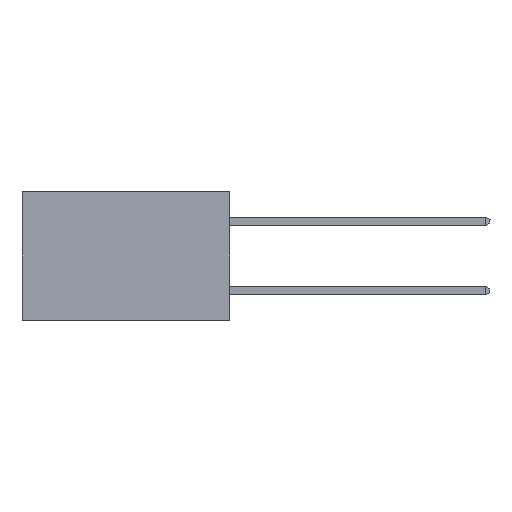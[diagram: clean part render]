
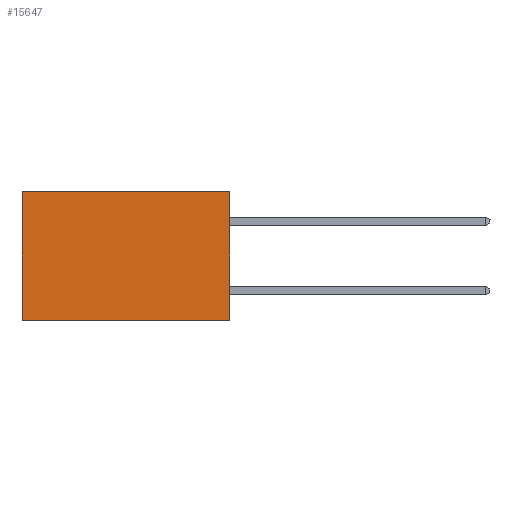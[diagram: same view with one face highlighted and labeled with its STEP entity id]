
A CAD part, left-side view. The second image highlights one B-rep face of the part: STEP entity #15647.
In plain terms, the highlighted planar face has unit normal (-1, 0, 0).
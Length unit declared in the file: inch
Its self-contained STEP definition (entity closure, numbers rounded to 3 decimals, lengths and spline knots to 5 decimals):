
#229 = CARTESIAN_POINT ( 'NONE',  ( 0.298, 0., 0. ) ) ;
#536 = CARTESIAN_POINT ( 'NONE',  ( 0.298, 0., -0.37 ) ) ;
#882 = EDGE_CURVE ( 'NONE', #14480, #16146, #15364, .T. ) ;
#3026 = DIRECTION ( 'NONE',  ( 0., 0., -1. ) ) ;
#4254 = CARTESIAN_POINT ( 'NONE',  ( 0.298, 0., -0.37 ) ) ;
#5809 = ORIENTED_EDGE ( 'NONE', *, *, #17675, .T. ) ;
#6220 = AXIS2_PLACEMENT_3D ( 'NONE', #229, #6722, #17402 ) ;
#6265 = VECTOR ( 'NONE', #16012, 39.37008 ) ;
#6479 = DIRECTION ( 'NONE',  ( 0., 0., -1. ) ) ;
#6722 = DIRECTION ( 'NONE',  ( 1., 0., 0. ) ) ;
#6855 = CARTESIAN_POINT ( 'NONE',  ( 0.298, 0., 0. ) ) ;
#6893 = ORIENTED_EDGE ( 'NONE', *, *, #882, .T. ) ;
#7090 = VERTEX_POINT ( 'NONE', #16760 ) ;
#7127 = VECTOR ( 'NONE', #13587, 39.37008 ) ;
#7688 = VECTOR ( 'NONE', #6479, 39.37008 ) ;
#7987 = EDGE_CURVE ( 'NONE', #7090, #14040, #15765, .T. ) ;
#9262 = CARTESIAN_POINT ( 'NONE',  ( 0.298, 0.6, 0. ) ) ;
#11707 = ORIENTED_EDGE ( 'NONE', *, *, #11866, .F. ) ;
#11866 = EDGE_CURVE ( 'NONE', #14040, #16146, #19247, .T. ) ;
#12661 = CARTESIAN_POINT ( 'NONE',  ( 0.298, 0.6, 0. ) ) ;
#13587 = DIRECTION ( 'NONE',  ( 0., 1., 0. ) ) ;
#14040 = VERTEX_POINT ( 'NONE', #536 ) ;
#14387 = PLANE ( 'NONE',  #6220 ) ;
#14452 = LINE ( 'NONE', #6855, #6265 ) ;
#14480 = VERTEX_POINT ( 'NONE', #12661 ) ;
#14910 = VECTOR ( 'NONE', #3026, 39.37008 ) ;
#15364 = LINE ( 'NONE', #9262, #14910 ) ;
#15644 = CARTESIAN_POINT ( 'NONE',  ( 0.298, 0., 0. ) ) ;
#15647 = ADVANCED_FACE ( 'NONE', ( #16676 ), #14387, .F. ) ;
#15765 = LINE ( 'NONE', #15644, #7688 ) ;
#15880 = ORIENTED_EDGE ( 'NONE', *, *, #7987, .F. ) ;
#16012 = DIRECTION ( 'NONE',  ( 0., 1., 0. ) ) ;
#16146 = VERTEX_POINT ( 'NONE', #20036 ) ;
#16676 = FACE_OUTER_BOUND ( 'NONE', #17080, .T. ) ;
#16760 = CARTESIAN_POINT ( 'NONE',  ( 0.298, 0., 0. ) ) ;
#17080 = EDGE_LOOP ( 'NONE', ( #6893, #11707, #15880, #5809 ) ) ;
#17402 = DIRECTION ( 'NONE',  ( 0., 0., -1. ) ) ;
#17675 = EDGE_CURVE ( 'NONE', #7090, #14480, #14452, .T. ) ;
#19247 = LINE ( 'NONE', #4254, #7127 ) ;
#20036 = CARTESIAN_POINT ( 'NONE',  ( 0.298, 0.6, -0.37 ) ) ;
